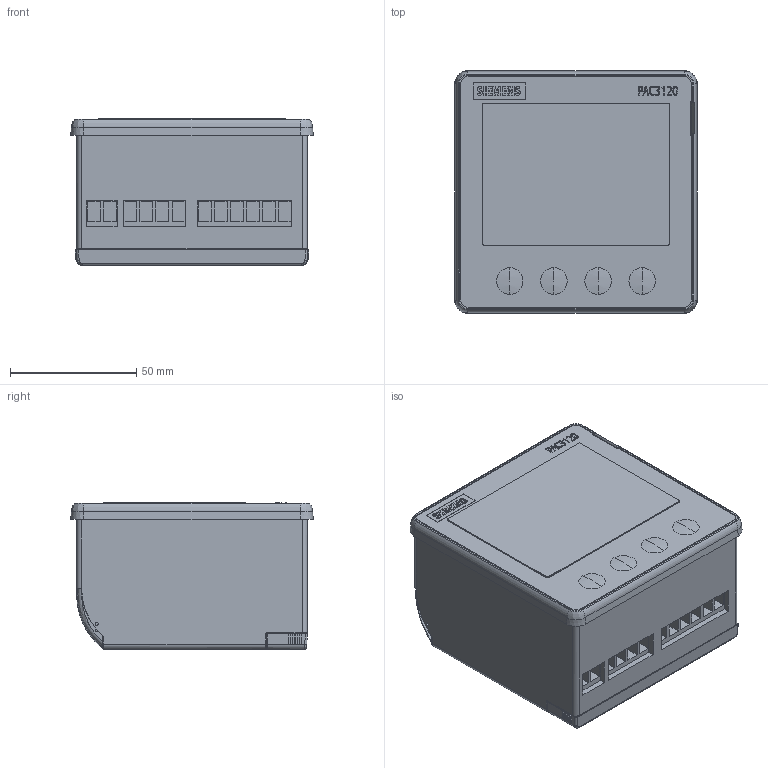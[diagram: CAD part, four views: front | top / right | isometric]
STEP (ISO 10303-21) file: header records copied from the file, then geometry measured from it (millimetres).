
FILE_DESCRIPTION(('STEP AP214'),'1');
FILE_NAME('cctmp_EA41296B-87B2-42E6-ACA8-92919495EBDE_2023_07_22_12_13_32_0435..stp','2023-07-22T10:13:34',('SIEMENS A&D'),('CADClick - www.CADClick.com'),'Spatial InterOp 3D postprocessed',' ','unknown authorization');
FILE_SCHEMA(('AUTOMOTIVE_DESIGN'));
Length unit declared in the file: millimetre
Products named in the file (4): cc_unnamed; 2023_07_22_12_13_32_0347; 2023_07_22_12_13_32_0343; 2023_07_22_12_13_32_0339
Assembly tree (3 placements, depth 2):
  cc_unnamed
    2023_07_22_12_13_32_0347
    2023_07_22_12_13_32_0343
    2023_07_22_12_13_32_0339
Bounding box: 96.13 x 96.16 x 58.02 mm (x, y, z)
Volume: 457623.2 mm3; surface area: 55306.3 mm2
Topology: 3 solids, 7 shells, 2132 faces, 5541 edges, 3668 vertices
Faces by surface type: plane 1344, extrusion 542, cylinder 188, torus 20, cone 17, bspline 13, sphere 8
Entity records: 74727 total; most frequent: CARTESIAN_POINT 18116, ORIENTED_EDGE 11066, DIRECTION 8371, EDGE_CURVE 5533, VECTOR 4321, LINE 3779, VERTEX_POINT 3668, EDGE_LOOP 2387
